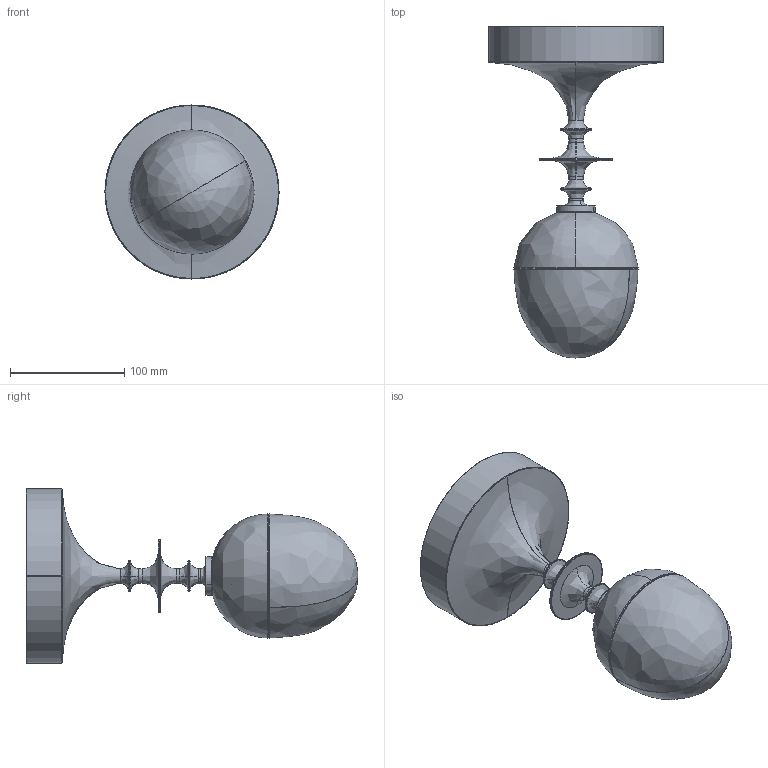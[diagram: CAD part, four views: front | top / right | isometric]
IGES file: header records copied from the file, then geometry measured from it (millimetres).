
Start section: SolidWorks IGES file using analytic representation for surfaces
Global section: file name: RUEL - Rue Sala Surface Mount.IGS; native system: SolidWorks 2022; preprocessor: SolidWorks 2022; author: Alex Harrington; date: 240202.133710; units: millimetre
Bounding box: 152.4 x 290.5 x 152.4 mm (x, y, z)
Surface area: 161118.2 mm2 (no closed solid volume)
Topology: 0 solids, 0 shells, 189 faces, 2429 edges, 2427 vertices
Faces by surface type: bspline 120, revolution 69
